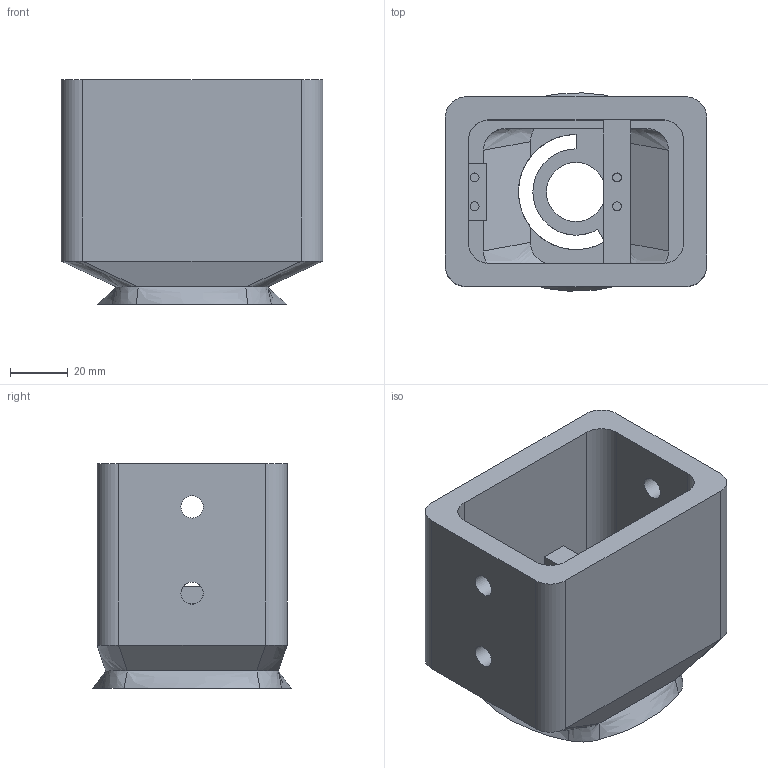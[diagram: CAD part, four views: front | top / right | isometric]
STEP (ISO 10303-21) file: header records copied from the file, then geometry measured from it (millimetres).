
FILE_DESCRIPTION(/* description */ (''),/* implementation_level */ '2;1');
FILE_NAME(/* name */ 'UpperForearm.stp',/* time_stamp */ '2025-10-24T01:42:11-05:00',/* author */ ('aul12'),/* organization */ (''),/* preprocessor_version */ 'ST-DEVELOPER v19.2',/* originating_system */ 'Autodesk Inventor 2024',/* authorisation */ '');
FILE_SCHEMA (('AUTOMOTIVE_DESIGN { 1 0 10303 214 3 1 1 }'));
Length unit declared in the file: millimetre
Products named in the file (1): UpperForearm
Bounding box: 91 x 68.91 x 78 mm (x, y, z)
Volume: 180153.8 mm3; surface area: 52908.3 mm2
Topology: 1 solids, 1 shells, 68 faces, 182 edges, 115 vertices
Faces by surface type: plane 33, cylinder 19, bspline 16
Full cylindrical faces by diameter (mm): 3.125 x4, 7.75 x4, 20.5 x1
Entity records: 2548 total; most frequent: CARTESIAN_POINT 774, ORIENTED_EDGE 364, DIRECTION 340, EDGE_CURVE 182, LINE 114, VECTOR 114, VERTEX_POINT 114, AXIS2_PLACEMENT_3D 113
